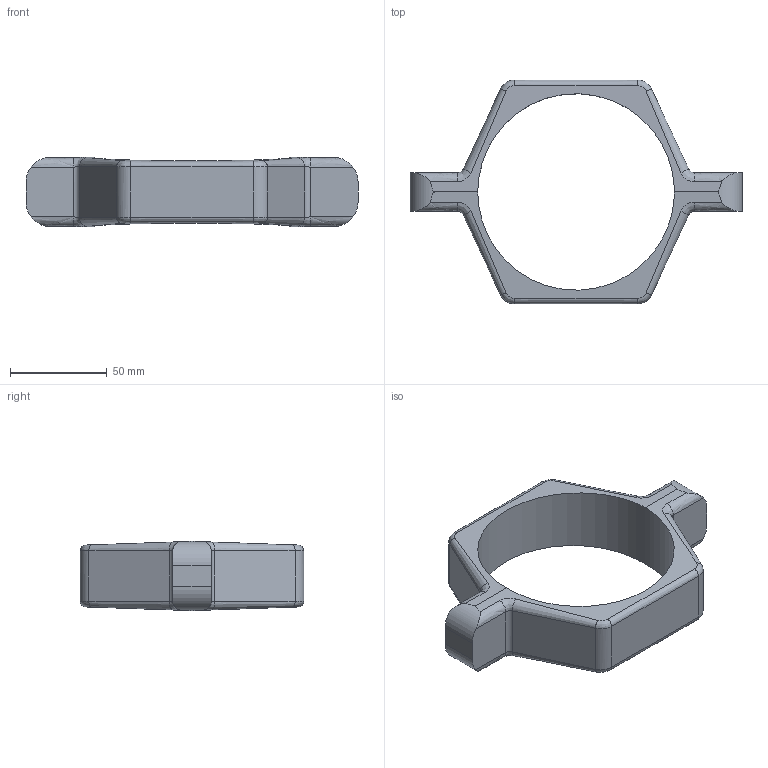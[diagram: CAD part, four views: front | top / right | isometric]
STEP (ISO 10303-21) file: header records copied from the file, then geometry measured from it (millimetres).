
FILE_DESCRIPTION (( 'STEP AP214' ), '1' );
FILE_NAME ('PHHW4.0T304SA 171117.STEP', '2017-11-17T09:24:48', ( 'admin' ), ( '' ), 'SwSTEP 2.0', 'SolidWorks 2013', '' );
FILE_SCHEMA (( 'AUTOMOTIVE_DESIGN' ));
Length unit declared in the file: inch
Products named in the file (1): PHHW4.0T304SA 171117
Bounding box: 171.45 x 115.57 x 35.79 mm (x, y, z)
Volume: 145917.9 mm3; surface area: 34364.2 mm2
Topology: 1 solids, 1 shells, 65 faces, 161 edges, 96 vertices
Faces by surface type: bspline 36, plane 16, cylinder 13
Full cylindrical faces by diameter (mm): 101.473 x1
Entity records: 2748 total; most frequent: CARTESIAN_POINT 1616, ORIENTED_EDGE 320, EDGE_CURVE 160, DIRECTION 104, VERTEX_POINT 96, B_SPLINE_CURVE_WITH_KNOTS 80, FACE_OUTER_BOUND 66, EDGE_LOOP 66
